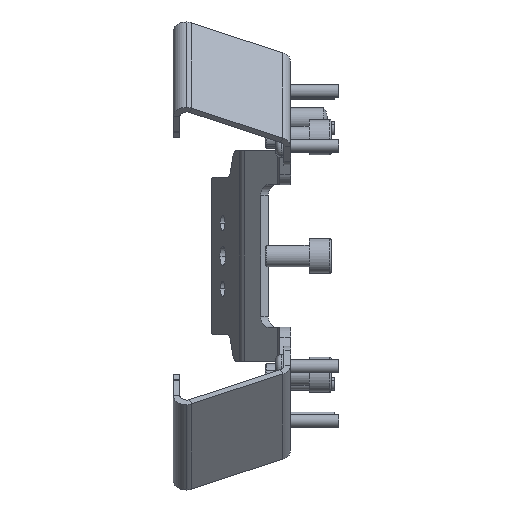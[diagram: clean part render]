
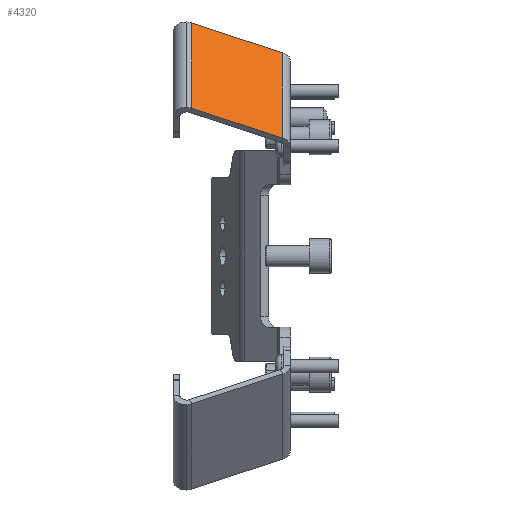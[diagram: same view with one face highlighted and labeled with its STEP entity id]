
A CAD part, front view. The second image highlights one B-rep face of the part: STEP entity #4320.
In plain terms, the highlighted planar face has unit normal (0.423, -0.641, 0.641).
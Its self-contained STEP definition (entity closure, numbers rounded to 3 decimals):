
#99 = FACE_OUTER_BOUND ( 'NONE', #842, .T. ) ;
#540 = VERTEX_POINT ( 'NONE', #1726 ) ;
#646 = VERTEX_POINT ( 'NONE', #5137 ) ;
#829 = ORIENTED_EDGE ( 'NONE', *, *, #2563, .T. ) ;
#842 = EDGE_LOOP ( 'NONE', ( #7647, #3686, #2757, #829 ) ) ;
#938 = LINE ( 'NONE', #3513, #1186 ) ;
#1186 = VECTOR ( 'NONE', #4296, 1000. ) ;
#1323 = VECTOR ( 'NONE', #2030, 1000. ) ;
#1726 = CARTESIAN_POINT ( 'NONE',  ( 1823.586, -53.726, 2062.617 ) ) ;
#2030 = DIRECTION ( 'NONE',  ( 0., 0.707, 0.707 ) ) ;
#2174 = DIRECTION ( 'NONE',  ( -0.906, -0.299, 0.299 ) ) ;
#2563 = EDGE_CURVE ( 'NONE', #8748, #540, #10252, .T. ) ;
#2738 = CARTESIAN_POINT ( 'NONE',  ( 1782.086, -106.3, 2037.409 ) ) ;
#2757 = ORIENTED_EDGE ( 'NONE', *, *, #4118, .T. ) ;
#2839 = EDGE_CURVE ( 'NONE', #646, #540, #938, .T. ) ;
#2879 = VERTEX_POINT ( 'NONE', #2738 ) ;
#3194 = LINE ( 'NONE', #7700, #1323 ) ;
#3446 = CARTESIAN_POINT ( 'NONE',  ( 1827.05, -91.474, 2022.583 ) ) ;
#3513 = CARTESIAN_POINT ( 'NONE',  ( 1827.05, -52.583, 2061.474 ) ) ;
#3686 = ORIENTED_EDGE ( 'NONE', *, *, #6091, .F. ) ;
#3822 = VECTOR ( 'NONE', #9505, 1000. ) ;
#3878 = CARTESIAN_POINT ( 'NONE',  ( 1823.586, -92.617, 2023.726 ) ) ;
#4063 = VECTOR ( 'NONE', #8324, 1000. ) ;
#4118 = EDGE_CURVE ( 'NONE', #2879, #8748, #6223, .T. ) ;
#4296 = DIRECTION ( 'NONE',  ( 0.906, 0.299, -0.299 ) ) ;
#4320 = ADVANCED_FACE ( 'NONE', ( #99 ), #4599, .T. ) ;
#4599 = PLANE ( 'NONE',  #5518 ) ;
#5137 = CARTESIAN_POINT ( 'NONE',  ( 1782.086, -67.409, 2076.3 ) ) ;
#5518 = AXIS2_PLACEMENT_3D ( 'NONE', #8587, #7030, #2174 ) ;
#5837 = CARTESIAN_POINT ( 'NONE',  ( 1823.586, -92.617, 2023.726 ) ) ;
#6091 = EDGE_CURVE ( 'NONE', #2879, #646, #3194, .T. ) ;
#6223 = LINE ( 'NONE', #3446, #4063 ) ;
#7030 = DIRECTION ( 'NONE',  ( 0.423, -0.641, 0.641 ) ) ;
#7647 = ORIENTED_EDGE ( 'NONE', *, *, #2839, .F. ) ;
#7700 = CARTESIAN_POINT ( 'NONE',  ( 1782.086, -106.3, 2037.409 ) ) ;
#8324 = DIRECTION ( 'NONE',  ( 0.906, 0.299, -0.299 ) ) ;
#8587 = CARTESIAN_POINT ( 'NONE',  ( 1827.05, -91.474, 2022.583 ) ) ;
#8748 = VERTEX_POINT ( 'NONE', #5837 ) ;
#9505 = DIRECTION ( 'NONE',  ( 0., 0.707, 0.707 ) ) ;
#10252 = LINE ( 'NONE', #3878, #3822 ) ;
